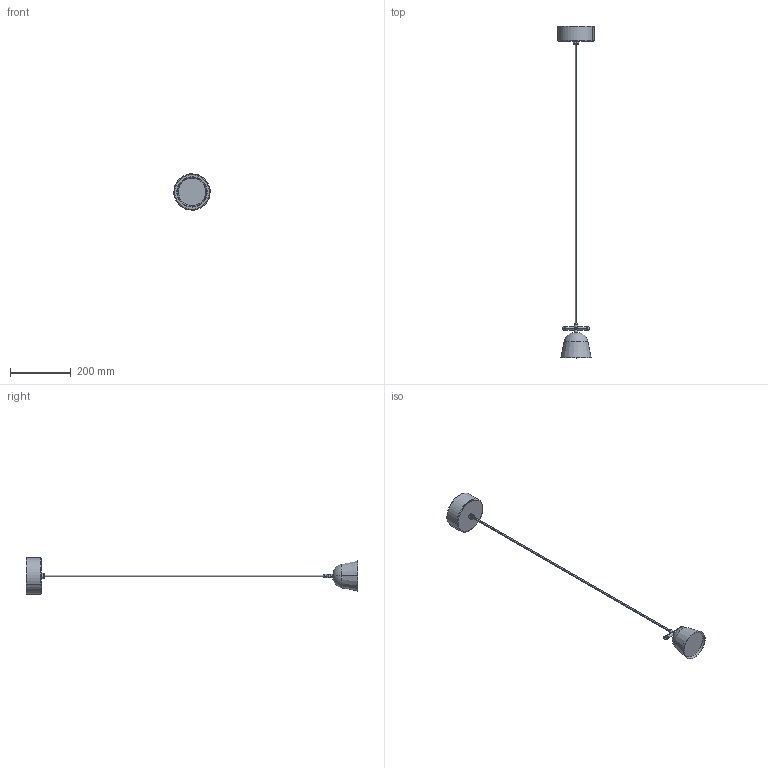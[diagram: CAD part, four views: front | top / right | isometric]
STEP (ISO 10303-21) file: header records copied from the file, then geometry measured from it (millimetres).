
FILE_DESCRIPTION (( 'STEP AP214' ), '1' );
FILE_NAME ('LIGHTO T PE.STEP', '2021-04-29T07:06:20', ( 'Josep Sancho' ), ( '' ), 'SwSTEP 2.0', 'SolidWorks 2013', '' );
FILE_SCHEMA (( 'AUTOMOTIVE_DESIGN' ));
Length unit declared in the file: millimetre
Products named in the file (25): 060704300000 - REPULSADO FE DIAM.100X84MM; 022104600102 - TUERCA LAMPARERA M10X1 2,7MM ACERO ZINCADO; 026600500000 - ROSQUETA M10-100 25MM; 026700100006 - DISCO EMBUTICIÓN DIAM.90X1MM PINT.NEGRO; LIGHTO T PE; 060702300000 - REPULSADO DIAM.120X50MM T.13,5MM; CABLE MANGUERA 1M RECTO; CONJUNTO TUBO PE; TAPON PE; 017700900000 - MANGUITO DIAM.12X13MM M10-100; 054102800000 - TAPON FINAL DIAM.12X16MM; CONJUNTO FLORON LIGHTO T; TUBO HORIZONTAL; 013100200105 - PASACABLE POLIETILENO TRANSP. DIAM.11,5X14MM; CONJUNTO FUENTE DE LUZ LIGHTO.... DIAM.100; 022106600000 - TUERCA PUENTE M10-12 100 17X20MM; 022601600102 - ARAND PLANA DIN125A 10 HIERRO ZINCADO; 054100400000 - TAPON EMBELLECEDOR DIAM.17X10MM M12; 013100100105 - PASACABLES POLIETILENO TRANSP. DIAM.9X10,5MM; 012600200005 - SUJETACABLE ELECTRICO 28,5X20X14 NYLON BLANCO; 067605400140 - DIFUSOR PMMA DIAM.90X3MM HIELO MATE 1 CARA; 026604300000 - ROSQUETA M12-100 20MM; 026600400000 - ROSQUETA M10-100 20MM; 016700100000 - TOMATIERRA ARANDELA T.10,5MM; 022604600101 - ARAND DENTADA DIN6789A 10 ACERO PAVONADO
Assembly tree (27 placements, depth 3):
  LIGHTO T PE
    CONJUNTO FUENTE DE LUZ LIGHTO.... DIAM.100
      060704300000 - REPULSADO FE DIAM.100X84MM
      022604600101 - ARAND DENTADA DIN6789A 10 ACERO PAVONADO
      026600400000 - ROSQUETA M10-100 20MM
      067605400140 - DIFUSOR PMMA DIAM.90X3MM HIELO MATE 1 CARA
      013100100105 - PASACABLES POLIETILENO TRANSP. DIAM.9X10,5MM
      022601600102 - ARAND PLANA DIN125A 10 HIERRO ZINCADO
    CONJUNTO TUBO PE
      TUBO HORIZONTAL
      054102800000 - TAPON FINAL DIAM.12X16MM  x2
      017700900000 - MANGUITO DIAM.12X13MM M10-100
      TAPON PE
    CABLE MANGUERA 1M RECTO
    CONJUNTO FLORON LIGHTO T
      060702300000 - REPULSADO DIAM.120X50MM T.13,5MM
      026700100006 - DISCO EMBUTICIÓN DIAM.90X1MM PINT.NEGRO
      026600500000 - ROSQUETA M10-100 25MM
      022104600102 - TUERCA LAMPARERA M10X1 2,7MM ACERO ZINCADO  x2
      016700100000 - TOMATIERRA ARANDELA T.10,5MM
      026604300000 - ROSQUETA M12-100 20MM
      012600200005 - SUJETACABLE ELECTRICO 28,5X20X14 NYLON BLANCO
      054100400000 - TAPON EMBELLECEDOR DIAM.17X10MM M12
      022106600000 - TUERCA PUENTE M10-12 100 17X20MM
      013100200105 - PASACABLE POLIETILENO TRANSP. DIAM.11,5X14MM
      022604600101 - ARAND DENTADA DIN6789A 10 ACERO PAVONADO
Bounding box: 119.84 x 1096.59 x 119.84 mm (x, y, z)
Volume: 115046.5 mm3; surface area: 185568.7 mm2
Topology: 24 solids, 25 shells, 542 faces, 1405 edges, 911 vertices
Faces by surface type: plane 275, cylinder 201, cone 40, torus 20, sphere 6
Entity records: 13760 total; most frequent: CARTESIAN_POINT 2526, DIRECTION 2258, ORIENTED_EDGE 2036, EDGE_CURVE 1018, AXIS2_PLACEMENT_3D 842, VERTEX_POINT 658, LINE 574, VECTOR 574
